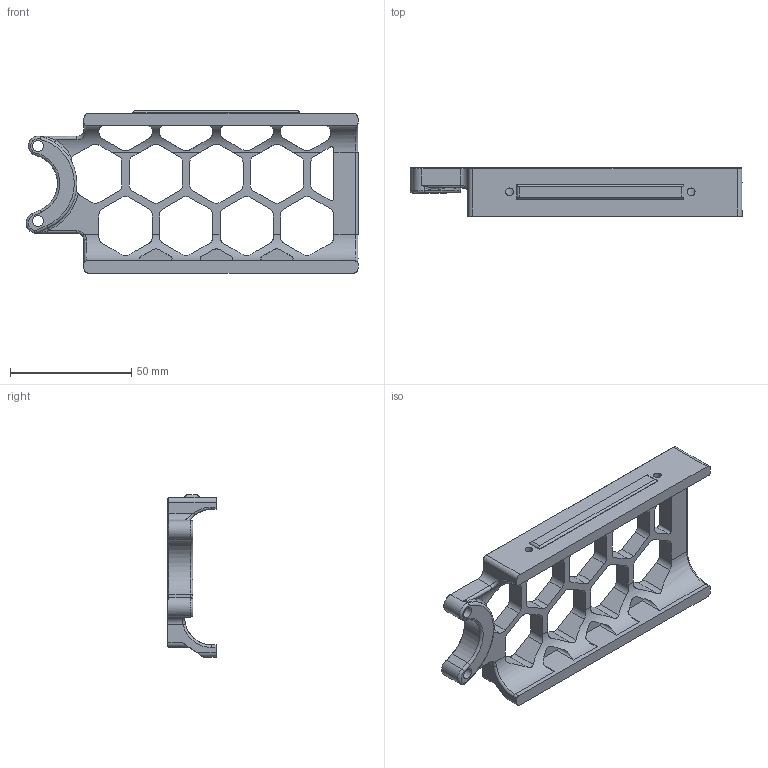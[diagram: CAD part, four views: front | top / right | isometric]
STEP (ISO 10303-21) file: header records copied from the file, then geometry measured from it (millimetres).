
FILE_DESCRIPTION(/* description */ (''),/* implementation_level */ '2;1');
FILE_NAME(/* name */ 'RightSkirt_250.stp',/* time_stamp */ '2021-10-14T20:51:30+10:00',/* author */ ('Amarpal'),/* organization */ (''),/* preprocessor_version */ 'ST-DEVELOPER v18.1',/* originating_system */ 'Autodesk Inventor 2021',/* authorisation */ '');
FILE_SCHEMA (('AUTOMOTIVE_DESIGN { 1 0 10303 214 3 1 1 }'));
Length unit declared in the file: millimetre
Products named in the file (1): RightSkirt_250
Bounding box: 137.15 x 20 x 67 mm (x, y, z)
Volume: 41402.1 mm3; surface area: 23431.7 mm2
Topology: 1 solids, 1 shells, 246 faces, 730 edges, 473 vertices
Faces by surface type: cylinder 113, plane 106, torus 11, bspline 10, cone 6
Full cylindrical faces by diameter (mm): 3.2 x2, 4.7 x3
Entity records: 9090 total; most frequent: CARTESIAN_POINT 2319, ORIENTED_EDGE 1456, DIRECTION 1402, EDGE_CURVE 728, AXIS2_PLACEMENT_3D 501, VERTEX_POINT 473, LINE 400, VECTOR 400
